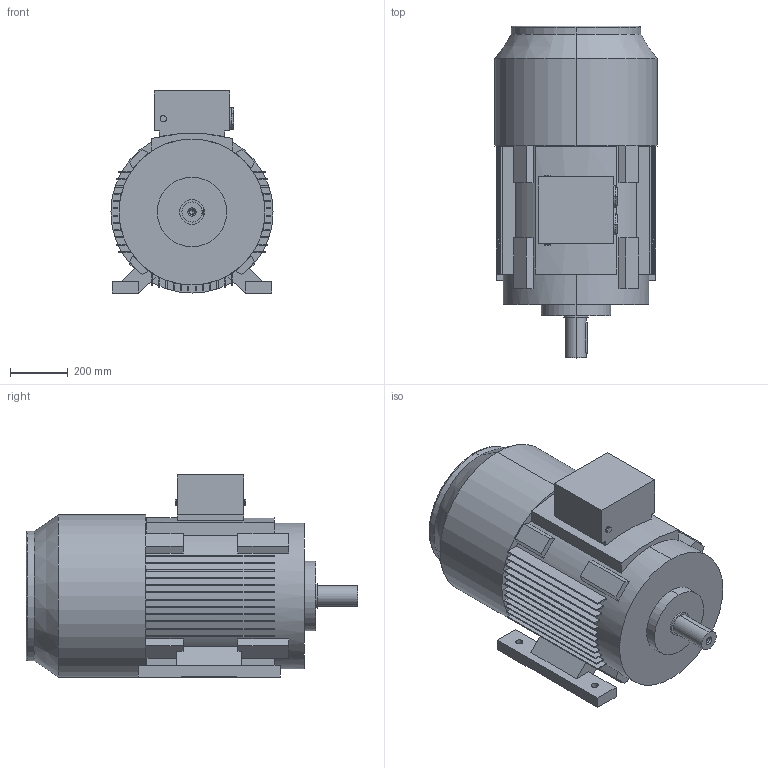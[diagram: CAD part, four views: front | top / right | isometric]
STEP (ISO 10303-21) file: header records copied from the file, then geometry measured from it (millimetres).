
FILE_DESCRIPTION (( 'STEP AP203' ), '1' );
FILE_NAME ('Ýëåêòðîäâèãàòåëü ÀÈÐ280S2.STEP', '2012-10-02T06:41:03', ( 'Áîðèñ' ), ( '' ), 'SwSTEP 2.0', 'SolidWorks 2010', '' );
FILE_SCHEMA (( 'CONFIG_CONTROL_DESIGN' ));
Length unit declared in the file: millimetre
Products named in the file (1): Ýëåêòðîäâèãàòåëü ÀÈÐ280S2
Bounding box: 560 x 1146 x 698 mm (x, y, z)
Volume: 228819703.5 mm3; surface area: 3522373.6 mm2
Topology: 1 solids, 1 shells, 375 faces, 907 edges, 581 vertices
Faces by surface type: plane 292, cylinder 73, cone 6, bspline 4
Entity records: 11098 total; most frequent: CARTESIAN_POINT 2016, DIRECTION 1919, ORIENTED_EDGE 1810, EDGE_CURVE 905, AXIS2_PLACEMENT_3D 646, VECTOR 627, LINE 627, VERTEX_POINT 581
